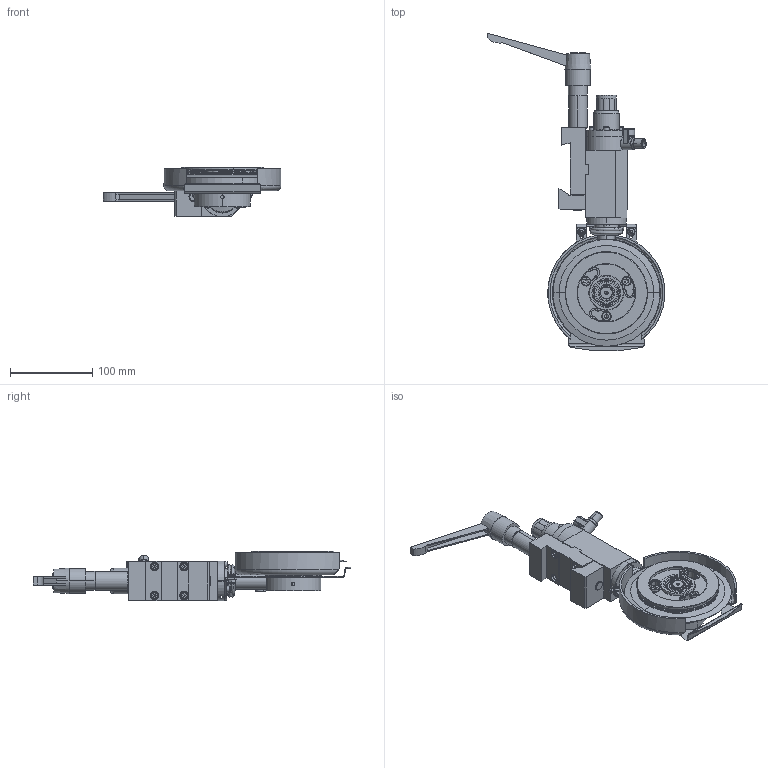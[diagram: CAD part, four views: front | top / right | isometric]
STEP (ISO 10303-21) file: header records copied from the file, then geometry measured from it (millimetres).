
FILE_DESCRIPTION (( 'STEP AP203' ), '1' );
FILE_NAME ('P3070-0047.STEP', '2021-12-09T14:55:14', ( '' ), ( '' ), 'SwSTEP 2.0', 'SolidWorks 2021', '' );
FILE_SCHEMA (( 'CONFIG_CONTROL_DESIGN' ));
Length unit declared in the file: inch
Products named in the file (1): P3070-0047
Bounding box: 215.37 x 385.25 x 60 mm (x, y, z)
Surface area: 214038.6 mm2 (no closed solid volume)
Topology: 0 solids, 77 shells, 829 faces, 2884 edges, 2085 vertices
Faces by surface type: plane 325, cylinder 300, cone 143, torus 39, bspline 18, sphere 4
Entity records: 37319 total; most frequent: CARTESIAN_POINT 12533, DIRECTION 5321, ORIENTED_EDGE 4574, EDGE_CURVE 2853, VERTEX_POINT 2085, AXIS2_PLACEMENT_3D 2002, VECTOR 1317, LINE 1317
